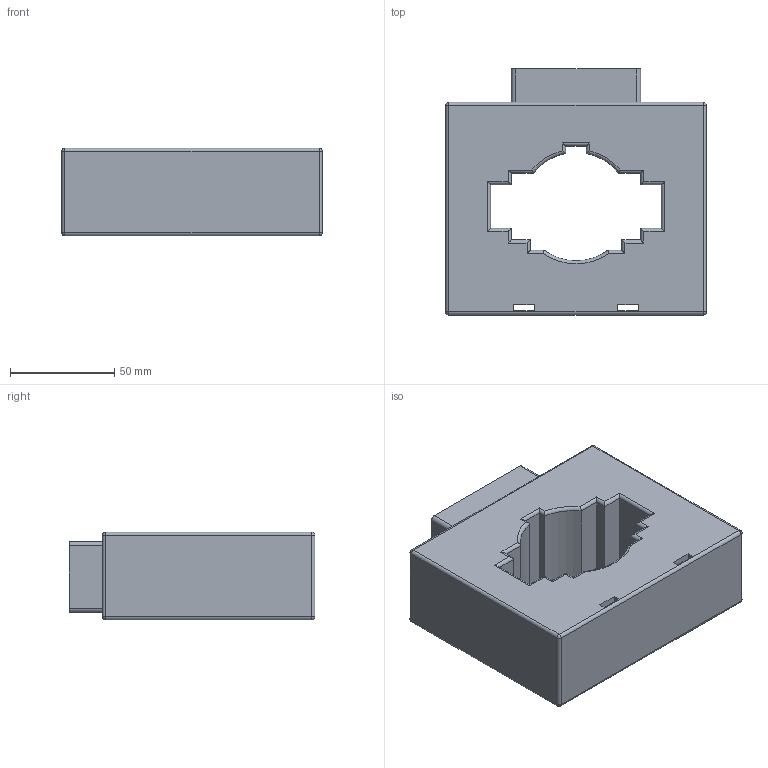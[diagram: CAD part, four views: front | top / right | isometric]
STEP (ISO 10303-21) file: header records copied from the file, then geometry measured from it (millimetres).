
FILE_DESCRIPTION (( 'STEP AP203' ), '1' );
FILE_NAME ('ﾒﾒﾝ 85-750....1500-5ﾀ.STEP', '2018-04-23T12:05:31', ( '' ), ( '' ), 'SwSTEP 2.0', 'SolidWorks 2017', '' );
FILE_SCHEMA (( 'CONFIG_CONTROL_DESIGN' ));
Length unit declared in the file: millimetre
Products named in the file (1): ﾒﾒﾝ 85-750....1500-5ﾀ
Bounding box: 125 x 118 x 42 mm (x, y, z)
Volume: 415641.9 mm3; surface area: 56234.1 mm2
Topology: 1 solids, 1 shells, 197 faces, 494 edges, 300 vertices
Faces by surface type: plane 98, cylinder 75, torus 16, sphere 8
Entity records: 6053 total; most frequent: CARTESIAN_POINT 1484, ORIENTED_EDGE 972, DIRECTION 892, EDGE_CURVE 486, AXIS2_PLACEMENT_3D 302, VERTEX_POINT 300, VECTOR 288, LINE 288
